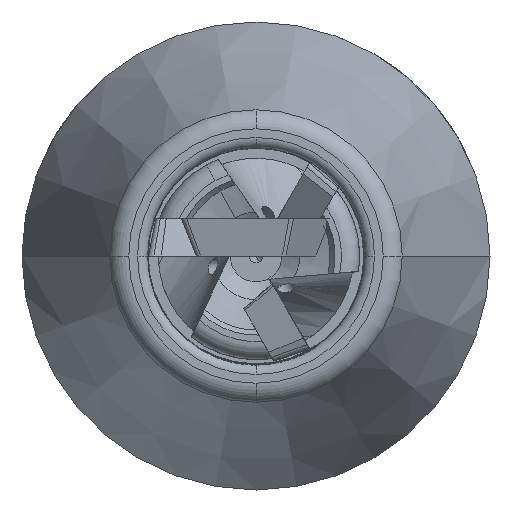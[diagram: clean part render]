
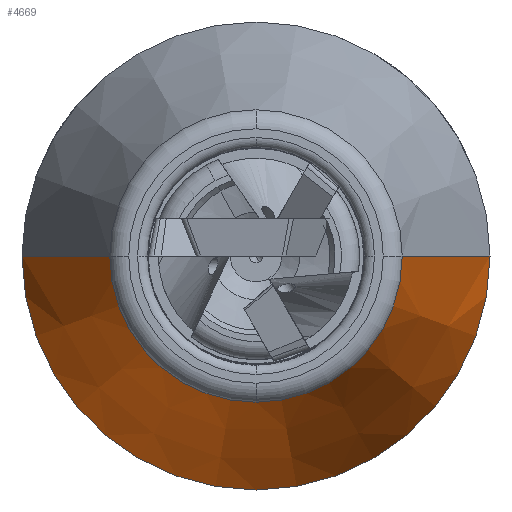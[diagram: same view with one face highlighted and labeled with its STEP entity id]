
A CAD part, front view. The second image highlights one B-rep face of the part: STEP entity #4669.
In plain terms, the highlighted conical face has half-angle 19.892 degrees and reference radius 27.875 mm.
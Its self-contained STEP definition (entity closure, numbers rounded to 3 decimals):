
#4164=CARTESIAN_POINT('',(22.,0.,-34.75));
#4165=VERTEX_POINT('',#4164);
#4172=CARTESIAN_POINT('',(22.,-0.,34.75));
#4173=VERTEX_POINT('',#4172);
#4174=CARTESIAN_POINT('',(22.,0.,0.));
#4175=DIRECTION('',(-1.,0.,0.));
#4176=DIRECTION('',(0.,0.,-1.));
#4177=AXIS2_PLACEMENT_3D('',#4174,#4175,#4176);
#4178=CIRCLE('',#4177,34.75);
#4179=EDGE_CURVE('',#4165,#4173,#4178,.T.);
#4612=CARTESIAN_POINT('',(58.021,-0.,-21.716));
#4613=VERTEX_POINT('',#4612);
#4631=CARTESIAN_POINT('',(41.,0.,0.));
#4632=DIRECTION('',(-1.,0.,0.));
#4633=DIRECTION('',(0.,0.,-1.));
#4634=AXIS2_PLACEMENT_3D('',#4631,#4632,#4633);
#4635=CONICAL_SURFACE('',#4634,27.875,19.892);
#4636=CARTESIAN_POINT('',(22.,0.,-34.75));
#4637=DIRECTION('',(0.94,-0.,0.34));
#4638=VECTOR('',#4637,38.306);
#4639=LINE('',#4636,#4638);
#4640=EDGE_CURVE('',#4165,#4613,#4639,.T.);
#4641=ORIENTED_EDGE('',*,*,#4640,.T.);
#4642=CARTESIAN_POINT('',(58.021,-21.716,-0.));
#4643=VERTEX_POINT('',#4642);
#4644=CARTESIAN_POINT('',(58.021,0.,0.));
#4645=DIRECTION('',(1.,0.,-0.));
#4646=DIRECTION('',(0.,0.,1.));
#4647=AXIS2_PLACEMENT_3D('',#4644,#4645,#4646);
#4648=CIRCLE('',#4647,21.716);
#4649=EDGE_CURVE('',#4643,#4613,#4648,.T.);
#4650=ORIENTED_EDGE('',*,*,#4649,.F.);
#4651=CARTESIAN_POINT('',(58.021,0.,21.716));
#4652=VERTEX_POINT('',#4651);
#4653=CARTESIAN_POINT('',(58.021,0.,0.));
#4654=DIRECTION('',(1.,0.,-0.));
#4655=DIRECTION('',(0.,0.,1.));
#4656=AXIS2_PLACEMENT_3D('',#4653,#4654,#4655);
#4657=CIRCLE('',#4656,21.716);
#4658=EDGE_CURVE('',#4652,#4643,#4657,.T.);
#4659=ORIENTED_EDGE('',*,*,#4658,.F.);
#4660=CARTESIAN_POINT('',(58.021,0.,21.716));
#4661=DIRECTION('',(-0.94,-0.,0.34));
#4662=VECTOR('',#4661,38.306);
#4663=LINE('',#4660,#4662);
#4664=EDGE_CURVE('',#4652,#4173,#4663,.T.);
#4665=ORIENTED_EDGE('',*,*,#4664,.T.);
#4666=ORIENTED_EDGE('',*,*,#4179,.F.);
#4667=EDGE_LOOP('',(#4641,#4650,#4659,#4665,#4666));
#4668=FACE_BOUND('',#4667,.T.);
#4669=ADVANCED_FACE('',(#4668),#4635,.T.);
